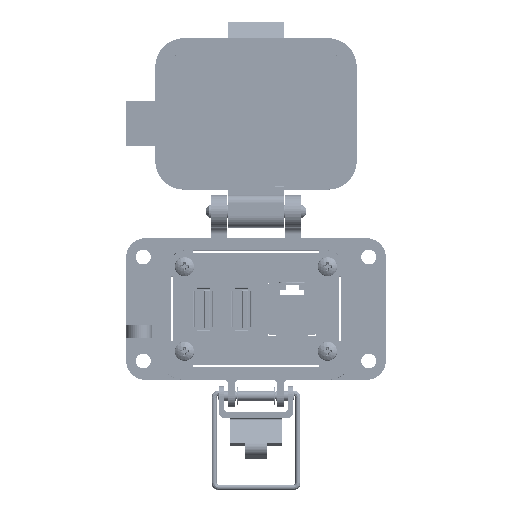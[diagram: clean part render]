
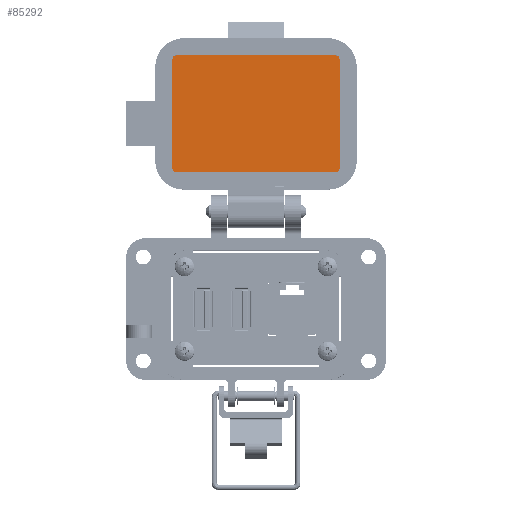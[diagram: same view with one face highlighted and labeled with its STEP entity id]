
A CAD part, top view. The second image highlights one B-rep face of the part: STEP entity #85292.
In plain terms, the highlighted planar face has unit normal (0, 0, 1).
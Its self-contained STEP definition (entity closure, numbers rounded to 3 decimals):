
#748 = AXIS2_PLACEMENT_3D ( 'NONE', #55523, #2963, #64397 ) ;
#2457 = CARTESIAN_POINT ( 'NONE',  ( 25.885, 84.4, -23.97 ) ) ;
#2963 = DIRECTION ( 'NONE',  ( 0., 0., -1. ) ) ;
#3773 = AXIS2_PLACEMENT_3D ( 'NONE', #86797, #34123, #95722 ) ;
#4439 = EDGE_CURVE ( 'NONE', #111110, #83355, #91851, .T. ) ;
#4880 = ORIENTED_EDGE ( 'NONE', *, *, #99247, .F. ) ;
#6591 = VERTEX_POINT ( 'NONE', #35012 ) ;
#7855 = CARTESIAN_POINT ( 'NONE',  ( 0., 85.458, -23.97 ) ) ;
#8227 = VECTOR ( 'NONE', #60407, 1000. ) ;
#9889 = DIRECTION ( 'NONE',  ( 0., 0., -1. ) ) ;
#10626 = CARTESIAN_POINT ( 'NONE',  ( 25.885, 50.257, -23.97 ) ) ;
#11892 = VECTOR ( 'NONE', #82090, 1000. ) ;
#13307 = CIRCLE ( 'NONE', #28207, 1.057 ) ;
#15696 = CARTESIAN_POINT ( 'NONE',  ( -24.827, 50.257, -23.97 ) ) ;
#20471 = EDGE_CURVE ( 'NONE', #35054, #94707, #13307, .T. ) ;
#20932 = CARTESIAN_POINT ( 'NONE',  ( -24.827, 84.4, -23.97 ) ) ;
#24470 = DIRECTION ( 'NONE',  ( -1., 0., 0. ) ) ;
#28207 = AXIS2_PLACEMENT_3D ( 'NONE', #20932, #82448, #29764 ) ;
#29764 = DIRECTION ( 'NONE',  ( -1., 0., 0. ) ) ;
#31468 = VERTEX_POINT ( 'NONE', #2457 ) ;
#31540 = LINE ( 'NONE', #7855, #8227 ) ;
#31838 = ORIENTED_EDGE ( 'NONE', *, *, #81267, .F. ) ;
#31970 = VERTEX_POINT ( 'NONE', #55233 ) ;
#32484 = EDGE_CURVE ( 'NONE', #83355, #31970, #49050, .T. ) ;
#33924 = LINE ( 'NONE', #48892, #77971 ) ;
#34123 = DIRECTION ( 'NONE',  ( 0., 0., -1. ) ) ;
#35012 = CARTESIAN_POINT ( 'NONE',  ( 24.827, 85.458, -23.97 ) ) ;
#35054 = VERTEX_POINT ( 'NONE', #39166 ) ;
#36948 = FACE_OUTER_BOUND ( 'NONE', #68883, .T. ) ;
#39166 = CARTESIAN_POINT ( 'NONE',  ( -25.885, 84.4, -23.97 ) ) ;
#39995 = CIRCLE ( 'NONE', #77580, 1.057 ) ;
#44325 = ORIENTED_EDGE ( 'NONE', *, *, #73305, .F. ) ;
#45447 = CARTESIAN_POINT ( 'NONE',  ( 24.828, 49.199, -23.97 ) ) ;
#45480 = ORIENTED_EDGE ( 'NONE', *, *, #20471, .F. ) ;
#48892 = CARTESIAN_POINT ( 'NONE',  ( 25.885, 67.329, -23.97 ) ) ;
#49050 = LINE ( 'NONE', #73236, #11892 ) ;
#49103 = EDGE_CURVE ( 'NONE', #31468, #111110, #33924, .T. ) ;
#49786 = CARTESIAN_POINT ( 'NONE',  ( -24.827, 85.458, -23.97 ) ) ;
#50555 = ORIENTED_EDGE ( 'NONE', *, *, #32484, .F. ) ;
#52772 = LINE ( 'NONE', #63084, #73462 ) ;
#55233 = CARTESIAN_POINT ( 'NONE',  ( -24.827, 49.199, -23.97 ) ) ;
#55523 = CARTESIAN_POINT ( 'NONE',  ( 0., 67.329, -23.97 ) ) ;
#56282 = CARTESIAN_POINT ( 'NONE',  ( -25.885, 50.257, -23.97 ) ) ;
#57326 = ORIENTED_EDGE ( 'NONE', *, *, #4439, .F. ) ;
#60407 = DIRECTION ( 'NONE',  ( 1., 0., 0. ) ) ;
#62471 = CARTESIAN_POINT ( 'NONE',  ( 24.827, 50.257, -23.97 ) ) ;
#63084 = CARTESIAN_POINT ( 'NONE',  ( -25.885, 67.329, -23.97 ) ) ;
#64020 = PLANE ( 'NONE',  #748 ) ;
#64397 = DIRECTION ( 'NONE',  ( 0., 1., 0. ) ) ;
#68883 = EDGE_LOOP ( 'NONE', ( #45480, #90917, #44325, #50555, #57326, #111967, #4880, #31838 ) ) ;
#71364 = DIRECTION ( 'NONE',  ( -1., 0., 0. ) ) ;
#73236 = CARTESIAN_POINT ( 'NONE',  ( 0., 49.199, -23.97 ) ) ;
#73305 = EDGE_CURVE ( 'NONE', #31970, #78074, #39995, .T. ) ;
#73462 = VECTOR ( 'NONE', #80822, 1000. ) ;
#76339 = EDGE_CURVE ( 'NONE', #78074, #35054, #52772, .T. ) ;
#77125 = DIRECTION ( 'NONE',  ( 0., 0., -1. ) ) ;
#77580 = AXIS2_PLACEMENT_3D ( 'NONE', #15696, #77125, #24470 ) ;
#77971 = VECTOR ( 'NONE', #92413, 1000. ) ;
#78074 = VERTEX_POINT ( 'NONE', #56282 ) ;
#78196 = CIRCLE ( 'NONE', #3773, 1.057 ) ;
#80822 = DIRECTION ( 'NONE',  ( 0., 1., 0. ) ) ;
#81267 = EDGE_CURVE ( 'NONE', #94707, #6591, #31540, .T. ) ;
#82090 = DIRECTION ( 'NONE',  ( -1., 0., 0. ) ) ;
#82448 = DIRECTION ( 'NONE',  ( 0., 0., -1. ) ) ;
#83355 = VERTEX_POINT ( 'NONE', #45447 ) ;
#85292 = ADVANCED_FACE ( 'NONE', ( #36948 ), #64020, .F. ) ;
#86797 = CARTESIAN_POINT ( 'NONE',  ( 24.827, 84.4, -23.97 ) ) ;
#87555 = AXIS2_PLACEMENT_3D ( 'NONE', #62471, #9889, #71364 ) ;
#90917 = ORIENTED_EDGE ( 'NONE', *, *, #76339, .F. ) ;
#91851 = CIRCLE ( 'NONE', #87555, 1.057 ) ;
#92413 = DIRECTION ( 'NONE',  ( 0., -1., 0. ) ) ;
#94707 = VERTEX_POINT ( 'NONE', #49786 ) ;
#95722 = DIRECTION ( 'NONE',  ( -1., 0., 0. ) ) ;
#99247 = EDGE_CURVE ( 'NONE', #6591, #31468, #78196, .T. ) ;
#111110 = VERTEX_POINT ( 'NONE', #10626 ) ;
#111967 = ORIENTED_EDGE ( 'NONE', *, *, #49103, .F. ) ;
